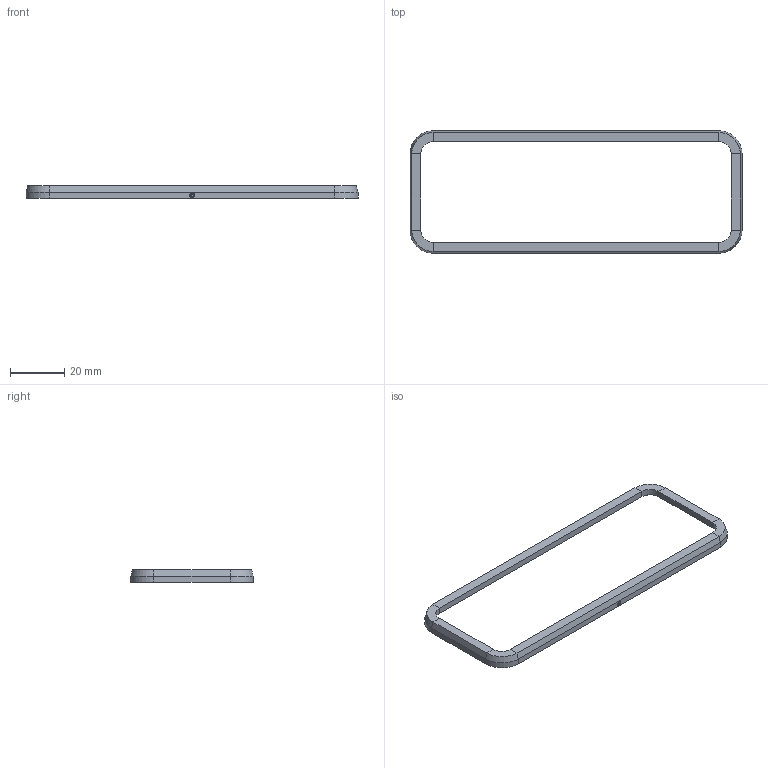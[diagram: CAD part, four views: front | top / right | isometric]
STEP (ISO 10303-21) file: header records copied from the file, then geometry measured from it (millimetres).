
FILE_DESCRIPTION(/* description */ (''),/* implementation_level */ '2;1');
FILE_NAME(/* name */ '100777535ugm000_a.stp',/* time_stamp */ '2018-04-17T07:59:22+02:00',/* author */ (''),/* organization */ (''),/* preprocessor_version */ 'ST-DEVELOPER v16',/* originating_system */ 'SIEMENS PLM Software NX 10.0',/* authorisation */ '');
FILE_SCHEMA (('AUTOMOTIVE_DESIGN { 1 0 10303 214 3 1 1 1 }'));
Length unit declared in the file: millimetre
Products named in the file (1): 100777535ugm000_a
Bounding box: 122 x 45 x 4.6 mm (x, y, z)
Volume: 3396 mm3; surface area: 5137 mm2
Topology: 1 solids, 1 shells, 64 faces, 138 edges, 84 vertices
Faces by surface type: plane 48, cylinder 12, cone 4
Entity records: 1799 total; most frequent: CARTESIAN_POINT 335, DIRECTION 288, ORIENTED_EDGE 276, EDGE_CURVE 138, AXIS2_PLACEMENT_3D 98, LINE 92, VECTOR 92, VERTEX_POINT 82
